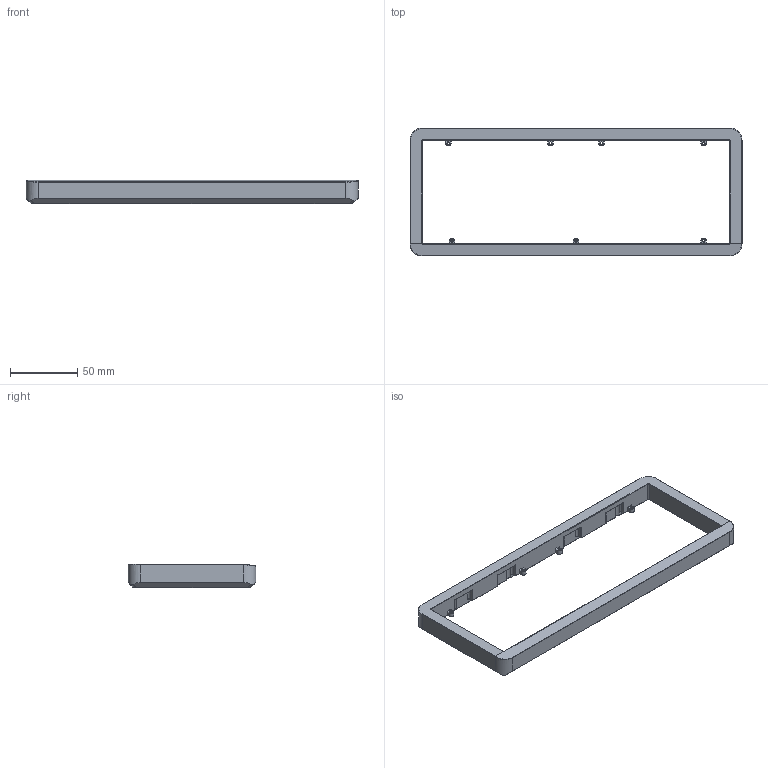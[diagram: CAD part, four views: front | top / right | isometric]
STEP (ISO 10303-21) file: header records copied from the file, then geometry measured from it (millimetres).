
FILE_DESCRIPTION(/* description */ ('','CAx-IF Rec.Pracs.---Representation and Presentation of Product Manufacturing Information (PMI)---4.0---2014-10-13'),/* implementation_level */ '2;1');
FILE_NAME(/* name */ 'Top Case.step',/* time_stamp */ '2024-12-01T11:04:02+11:00',/* author */ (''),/* organization */ (''),/* preprocessor_version */ 'ST-DEVELOPER v20',/* originating_system */ 'Autodesk Translation Framework v13.20.0.188',/* authorisation */ '');
FILE_SCHEMA (('AP242_MANAGED_MODEL_BASED_3D_ENGINEERING_MIM_LF { 1 0 10303 442 1 1 4 }'));
Length unit declared in the file: millimetre
Products named in the file (1): Top Case
Bounding box: 247.6 x 95.2 x 17.5 mm (x, y, z)
Volume: 81735.4 mm3; surface area: 33067.5 mm2
Topology: 1 solids, 1 shells, 545 faces, 1323 edges, 776 vertices
Faces by surface type: cylinder 216, plane 131, torus 125, bspline 50, sphere 15, cone 8
Full cylindrical faces by diameter (mm): 1.8 x7, 3 x8
Entity records: 17282 total; most frequent: CARTESIAN_POINT 4678, DIRECTION 2681, ORIENTED_EDGE 2614, EDGE_CURVE 1307, AXIS2_PLACEMENT_3D 1042, VERTEX_POINT 776, LINE 597, VECTOR 597
